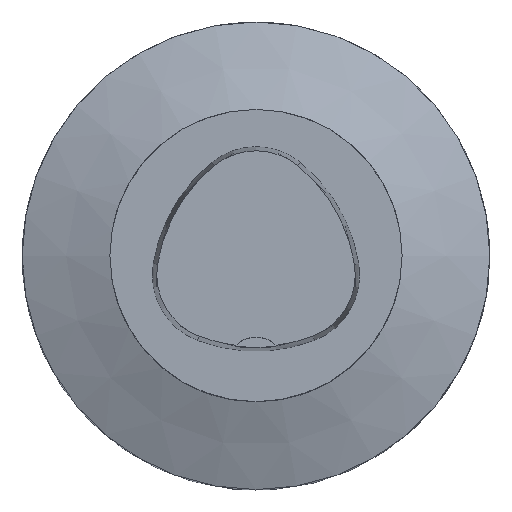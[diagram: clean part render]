
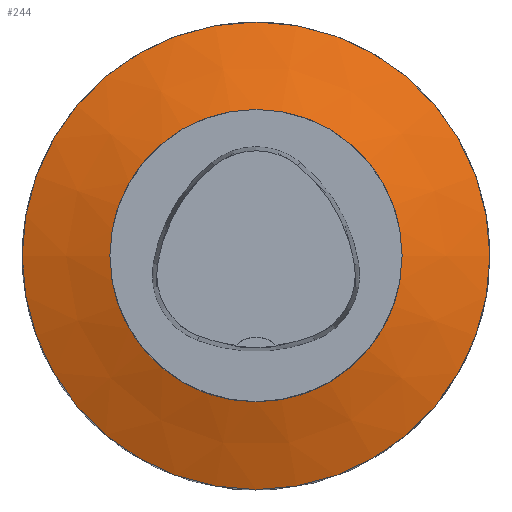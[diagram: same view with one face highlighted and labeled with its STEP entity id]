
A CAD part, top view. The second image highlights one B-rep face of the part: STEP entity #244.
In plain terms, the highlighted conical face has half-angle 70 degrees and reference radius 40 mm.
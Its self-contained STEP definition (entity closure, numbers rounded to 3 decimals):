
#44=CONICAL_SURFACE('',#5100,40.,70.);
#95=FACE_BOUND('',#1001,.T.);
#96=FACE_BOUND('',#1002,.T.);
#119=CIRCLE('',#4978,24.99);
#188=CIRCLE('',#5080,40.);
#244=ADVANCED_FACE('',(#95,#96),#44,.T.);
#1001=EDGE_LOOP('',(#2507));
#1002=EDGE_LOOP('',(#2508));
#2507=ORIENTED_EDGE('',*,*,#4082,.F.);
#2508=ORIENTED_EDGE('',*,*,#4336,.F.);
#3597=VERTEX_POINT('',#6560);
#3834=VERTEX_POINT('',#7088);
#4082=EDGE_CURVE('',#3597,#3597,#119,.T.);
#4336=EDGE_CURVE('',#3834,#3834,#188,.T.);
#4978=AXIS2_PLACEMENT_3D('',#6559,#5355,#5356);
#5080=AXIS2_PLACEMENT_3D('',#7087,#5732,#5733);
#5100=AXIS2_PLACEMENT_3D('',#7192,#5772,#5773);
#5355=DIRECTION('',(0.,0.,1.));
#5356=DIRECTION('',(1.,0.,0.));
#5732=DIRECTION('',(0.,0.,-1.));
#5733=DIRECTION('',(1.,0.,0.));
#5772=DIRECTION('',(0.,0.,-1.));
#5773=DIRECTION('',(-1.,0.,0.));
#6559=CARTESIAN_POINT('',(0.,0.,-20.));
#6560=CARTESIAN_POINT('',(24.99,0.,-20.));
#7087=CARTESIAN_POINT('',(0.,0.,-25.463));
#7088=CARTESIAN_POINT('',(40.,0.,-25.463));
#7192=CARTESIAN_POINT('',(0.,0.,-25.463));
